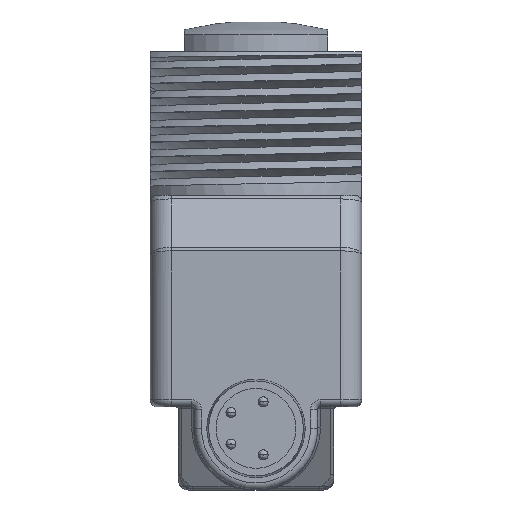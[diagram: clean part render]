
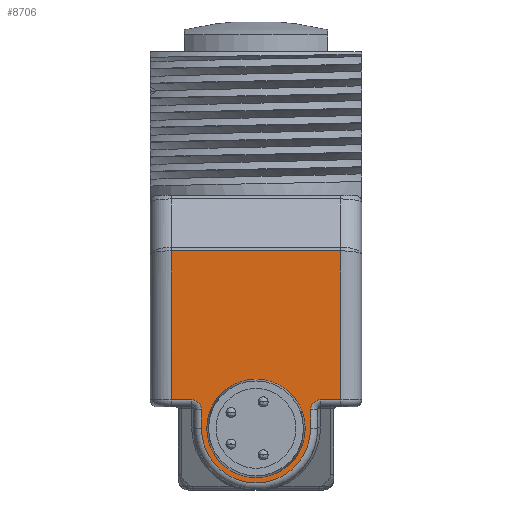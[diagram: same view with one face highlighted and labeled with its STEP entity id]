
A CAD part, front view. The second image highlights one B-rep face of the part: STEP entity #8706.
In plain terms, the highlighted planar face has unit normal (0, -1, 0).
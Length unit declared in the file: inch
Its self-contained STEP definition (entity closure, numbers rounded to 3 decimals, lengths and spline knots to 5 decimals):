
#774=DIRECTION('',(0.,0.,-1.));
#775=VECTOR('',#774,0.4159);
#776=CARTESIAN_POINT('',(-0.23622,-0.67913,
0.14818));
#777=LINE('',#776,#775);
#782=CARTESIAN_POINT('',(0.,-0.67913,-0.34764));
#783=DIRECTION('',(0.,-1.,0.));
#784=DIRECTION('',(1.,0.,0.));
#785=AXIS2_PLACEMENT_3D('',#782,#783,#784);
#787=CARTESIAN_POINT('',(0.,-0.67913,-0.34764));
#788=DIRECTION('',(0.,-1.,0.));
#789=DIRECTION('',(-1.,0.,0.));
#790=AXIS2_PLACEMENT_3D('',#787,#788,#789);
#796=DIRECTION('',(0.,0.,1.));
#797=VECTOR('',#796,0.4159);
#798=CARTESIAN_POINT('',(0.23622,-0.67913,
-0.26772));
#799=LINE('',#798,#797);
#819=DIRECTION('',(-1.,0.,0.));
#820=VECTOR('',#819,0.0563);
#821=CARTESIAN_POINT('',(0.23622,-0.67913,
-0.26772));
#822=LINE('',#821,#820);
#833=CARTESIAN_POINT('',(0.17992,-0.67913,
-0.29528));
#834=DIRECTION('',(0.,-1.,0.));
#835=DIRECTION('',(0.,0.,1.));
#836=AXIS2_PLACEMENT_3D('',#833,#834,#835);
#1092=DIRECTION('',(-1.,0.,0.));
#1093=VECTOR('',#1092,0.0563);
#1094=CARTESIAN_POINT('',(-0.17992,-0.67913,
-0.26772));
#1095=LINE('',#1094,#1093);
#1106=CARTESIAN_POINT('',(-0.17992,-0.67913,
-0.29528));
#1107=DIRECTION('',(0.,-1.,0.));
#1108=DIRECTION('',(1.,0.,0.));
#1109=AXIS2_PLACEMENT_3D('',#1106,#1107,#1108);
#1137=DIRECTION('',(0.,0.,1.));
#1138=VECTOR('',#1137,0.05236);
#1139=CARTESIAN_POINT('',(-0.15236,-0.67913,
-0.34764));
#1140=LINE('',#1139,#1138);
#1151=CARTESIAN_POINT('',(0.,-0.67913,-0.34764));
#1152=DIRECTION('',(0.,1.,0.));
#1153=DIRECTION('',(1.,0.,0.));
#1154=AXIS2_PLACEMENT_3D('',#1151,#1152,#1153);
#1169=DIRECTION('',(0.,0.,-1.));
#1170=VECTOR('',#1169,0.05236);
#1171=CARTESIAN_POINT('',(0.15236,-0.67913,
-0.29528));
#1172=LINE('',#1171,#1170);
#2224=DIRECTION('',(-1.,0.,0.));
#2225=VECTOR('',#2224,0.47244);
#2226=CARTESIAN_POINT('',(0.23622,-0.67913,
0.14818));
#2227=LINE('',#2226,#2225);
#2237=CARTESIAN_POINT('',(-0.23622,-0.67913,
0.14818));
#7211=VERTEX_POINT('',#2237);
#7214=CARTESIAN_POINT('',(0.23622,-0.67913,
0.14818));
#7215=VERTEX_POINT('',#7214);
#8070=CARTESIAN_POINT('',(-0.23622,-0.67913,
-0.26772));
#8071=VERTEX_POINT('',#8070);
#8074=CARTESIAN_POINT('',(-0.17992,-0.67913,
-0.26772));
#8075=VERTEX_POINT('',#8074);
#8078=CARTESIAN_POINT('',(-0.15236,-0.67913,
-0.29528));
#8079=VERTEX_POINT('',#8078);
#8082=CARTESIAN_POINT('',(-0.15236,-0.67913,
-0.34764));
#8083=VERTEX_POINT('',#8082);
#8086=CARTESIAN_POINT('',(0.15236,-0.67913,
-0.34764));
#8087=VERTEX_POINT('',#8086);
#8090=CARTESIAN_POINT('',(0.15236,-0.67913,
-0.29528));
#8091=VERTEX_POINT('',#8090);
#8094=CARTESIAN_POINT('',(0.17992,-0.67913,
-0.26772));
#8095=VERTEX_POINT('',#8094);
#8098=CARTESIAN_POINT('',(0.23622,-0.67913,
-0.26772));
#8099=VERTEX_POINT('',#8098);
#8249=CARTESIAN_POINT('',(0.1275,-0.67913,-0.34764));
#8250=CARTESIAN_POINT('',(-0.1275,-0.67913,-0.34764));
#8251=VERTEX_POINT('',#8249);
#8252=VERTEX_POINT('',#8250);
#8674=CARTESIAN_POINT('',(0.29528,-0.67913,0.));
#8675=DIRECTION('',(0.,-1.,0.));
#8676=DIRECTION('',(0.,0.,1.));
#8677=AXIS2_PLACEMENT_3D('',#8674,#8675,#8676);
#8678=PLANE('',#8677);
#8680=ORIENTED_EDGE('',*,*,#8679,.F.);
#8682=ORIENTED_EDGE('',*,*,#8681,.T.);
#8684=ORIENTED_EDGE('',*,*,#8683,.T.);
#8686=ORIENTED_EDGE('',*,*,#8685,.T.);
#8688=ORIENTED_EDGE('',*,*,#8687,.T.);
#8690=ORIENTED_EDGE('',*,*,#8689,.T.);
#8692=ORIENTED_EDGE('',*,*,#8691,.T.);
#8694=ORIENTED_EDGE('',*,*,#8693,.T.);
#8695=ORIENTED_EDGE('',*,*,#8664,.F.);
#8697=ORIENTED_EDGE('',*,*,#8696,.F.);
#8698=EDGE_LOOP('',(#8680,#8682,#8684,#8686,#8688,#8690,#8692,#8694,#8695,
#8697));
#8699=FACE_OUTER_BOUND('',#8698,.F.);
#8701=ORIENTED_EDGE('',*,*,#8700,.T.);
#8703=ORIENTED_EDGE('',*,*,#8702,.T.);
#8704=EDGE_LOOP('',(#8701,#8703));
#8705=FACE_BOUND('',#8704,.F.);
#8706=ADVANCED_FACE('',(#8699,#8705),#8678,.T.);
#786=CIRCLE('',#785,0.1275);
#791=CIRCLE('',#790,0.1275);
#837=CIRCLE('',#836,0.02756);
#1110=CIRCLE('',#1109,0.02756);
#1155=CIRCLE('',#1154,0.15236);
#8664=EDGE_CURVE('',#7211,#8071,#777,.T.);
#8679=EDGE_CURVE('',#8099,#7215,#799,.T.);
#8681=EDGE_CURVE('',#8099,#8095,#822,.T.);
#8683=EDGE_CURVE('',#8095,#8091,#837,.T.);
#8685=EDGE_CURVE('',#8091,#8087,#1172,.T.);
#8687=EDGE_CURVE('',#8087,#8083,#1155,.T.);
#8689=EDGE_CURVE('',#8083,#8079,#1140,.T.);
#8691=EDGE_CURVE('',#8079,#8075,#1110,.T.);
#8693=EDGE_CURVE('',#8075,#8071,#1095,.T.);
#8696=EDGE_CURVE('',#7215,#7211,#2227,.T.);
#8700=EDGE_CURVE('',#8251,#8252,#786,.T.);
#8702=EDGE_CURVE('',#8252,#8251,#791,.T.);
